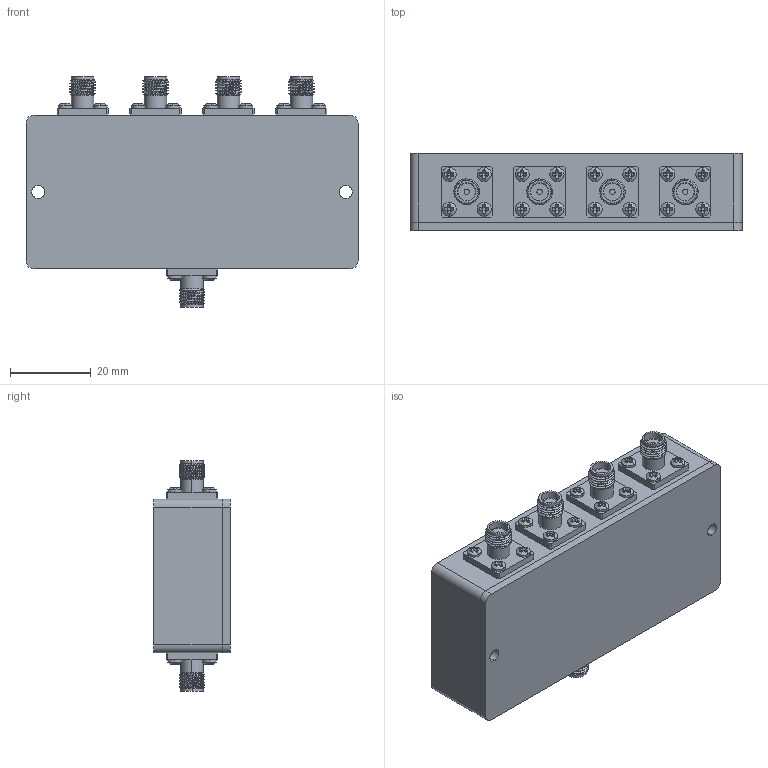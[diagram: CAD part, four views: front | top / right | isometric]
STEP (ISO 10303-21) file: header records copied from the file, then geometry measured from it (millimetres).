
FILE_DESCRIPTION (( 'STEP AP214' ), '1' );
FILE_NAME ('FMDV1211_3D.step', '2023-04-01T06:16:55', ( '' ), ( '' ), 'SwSTEP 2.0', 'SolidWorks 2022', '' );
FILE_SCHEMA (( 'AUTOMOTIVE_DESIGN' ));
Length unit declared in the file: millimetre
Products named in the file (4): Copy of PE20DV1211_SMA FEM CONN METRIC 4-HOLE SQ FLANGE^FMDV1211; Copy of POWER DIVIDER ENCLOSURE^FMDV1211; Copy of SCR,M2X4,PH,XREC^FMDV1211; FMDV1211_3D
Assembly tree (26 placements, depth 2):
  FMDV1211_3D
    Copy of POWER DIVIDER ENCLOSURE^FMDV1211
    Copy of PE20DV1211_SMA FEM CONN METRIC 4-HOLE SQ FLANGE^FMDV1211  x5
    Copy of SCR,M2X4,PH,XREC^FMDV1211  x20
Bounding box: 82 x 19 x 57.05 mm (x, y, z)
Volume: 61256.1 mm3; surface area: 21744.1 mm2
Topology: 27 solids, 27 shells, 813 faces, 2102 edges, 1383 vertices
Faces by surface type: plane 382, cylinder 326, cone 50, sphere 40, bspline 15
Entity records: 4808 total; most frequent: CARTESIAN_POINT 1832, DIRECTION 599, ORIENTED_EDGE 560, EDGE_CURVE 280, AXIS2_PLACEMENT_3D 237, VERTEX_POINT 183, EDGE_LOOP 133, LINE 125
